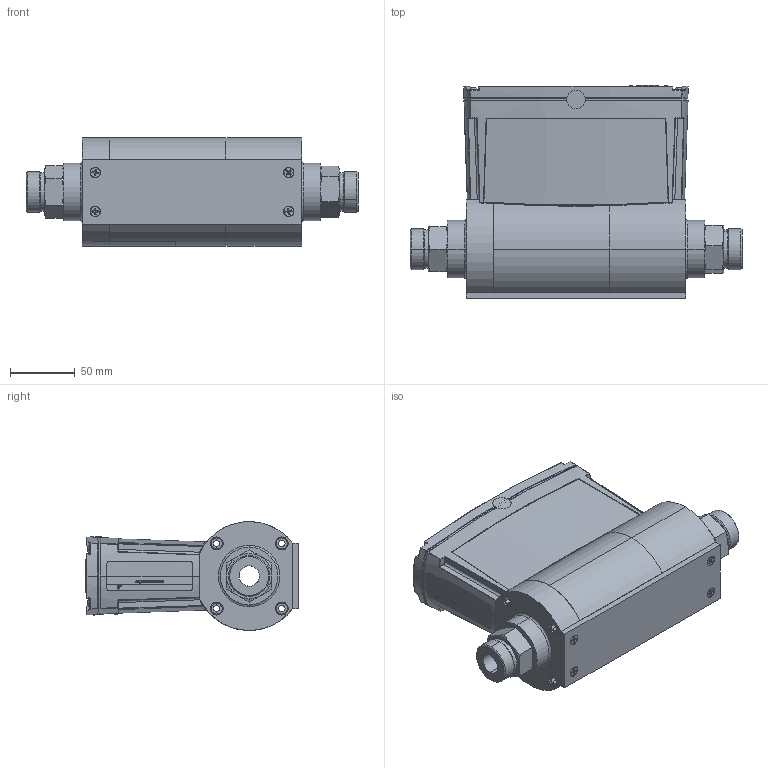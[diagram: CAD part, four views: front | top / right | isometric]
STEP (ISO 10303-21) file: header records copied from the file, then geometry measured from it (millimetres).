
FILE_DESCRIPTION (( 'STEP AP214' ), '1' );
FILE_NAME ('IE1000 HIGH FLOW-12VCO-15Pin-5VDC.STEP', '2016-05-27T20:35:31', ( '' ), ( '' ), 'SwSTEP 2.0', 'SolidWorks 2015', '' );
FILE_SCHEMA (( 'AUTOMOTIVE_DESIGN' ));
Length unit declared in the file: inch
Products named in the file (1): IE1000 HIGH FLOW-12VCO-15Pin-5VDC
Bounding box: 256.53 x 164.64 x 84.07 mm (x, y, z)
Surface area: 159908.3 mm2 (no closed solid volume)
Topology: 0 solids, 66 shells, 890 faces, 3277 edges, 2378 vertices
Faces by surface type: plane 391, cylinder 150, torus 126, cone 97, bspline 89, sphere 37
Entity records: 50716 total; most frequent: CARTESIAN_POINT 12889, DIRECTION 5371, ORIENTED_EDGE 4865, EDGE_CURVE 3249, VERTEX_POINT 2369, AXIS2_PLACEMENT_3D 1987, LINE 1397, VECTOR 1397
